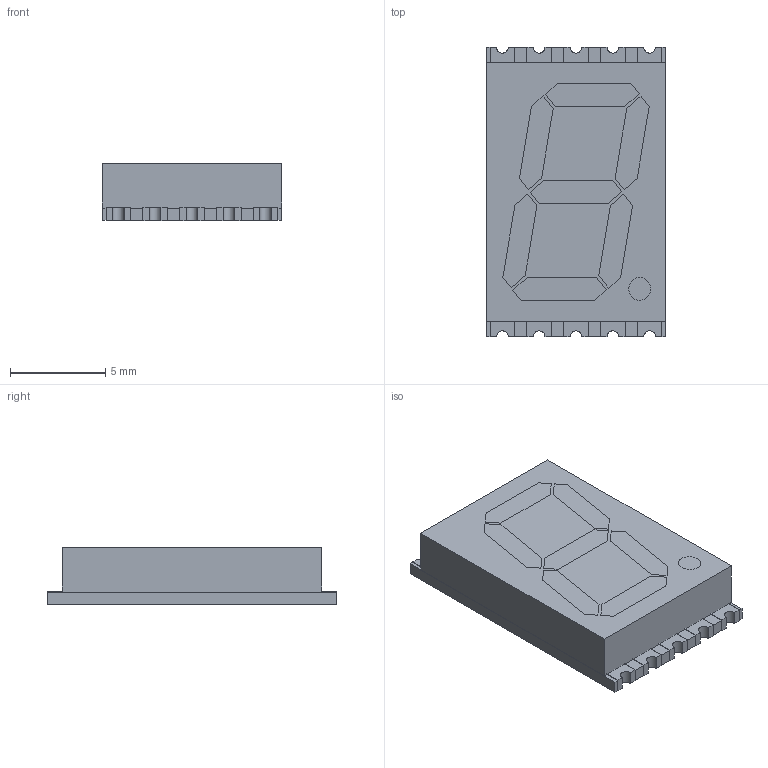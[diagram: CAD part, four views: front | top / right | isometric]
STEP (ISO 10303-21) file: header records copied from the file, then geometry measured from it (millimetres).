
FILE_DESCRIPTION(/* description */ (''),/* implementation_level */ '2;1');
FILE_NAME(/* name */ 'ELSS-406SURWA v4.step',/* time_stamp */ '2022-02-15T22:48:22+05:00',/* author */ (''),/* organization */ (''),/* preprocessor_version */ 'ST-DEVELOPER v18.1',/* originating_system */ 'Autodesk Translation Framework v10.13.0.1454',/* authorisation */ '');
FILE_SCHEMA (('AUTOMOTIVE_DESIGN { 1 0 10303 214 3 1 1 }'));
Length unit declared in the file: millimetre
Products named in the file (1): ELSS-406SURWA
Bounding box: 9.42 x 15.2 x 3.03 mm (x, y, z)
Volume: 394 mm3; surface area: 685.4 mm2
Topology: 2 solids, 2 shells, 120 faces, 367 edges, 259 vertices
Faces by surface type: plane 110, bspline 10
Entity records: 4323 total; most frequent: CARTESIAN_POINT 837, ORIENTED_EDGE 734, DIRECTION 610, EDGE_CURVE 367, LINE 346, VECTOR 346, VERTEX_POINT 259, AXIS2_PLACEMENT_3D 132
